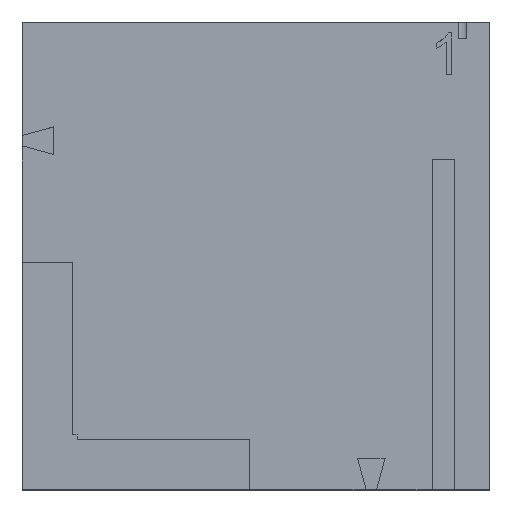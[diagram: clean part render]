
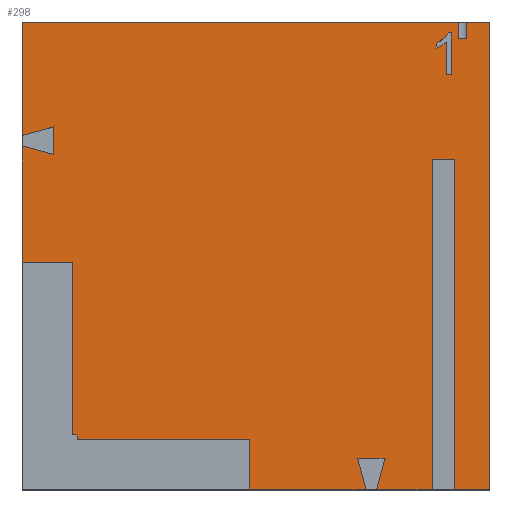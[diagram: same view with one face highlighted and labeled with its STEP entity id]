
A CAD part, top view. The second image highlights one B-rep face of the part: STEP entity #298.
In plain terms, the highlighted planar face has unit normal (0, 0, 1).
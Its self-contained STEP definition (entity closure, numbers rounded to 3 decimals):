
#63 = VERTEX_POINT('',#64);
#64 = CARTESIAN_POINT('',(170.,0.,8.));
#70 = EDGE_CURVE('',#71,#63,#73,.T.);
#71 = VERTEX_POINT('',#72);
#72 = CARTESIAN_POINT('',(157.,0.,8.));
#73 = LINE('',#74,#75);
#74 = CARTESIAN_POINT('',(0.,0.,8.));
#75 = VECTOR('',#76,1.);
#76 = DIRECTION('',(1.,0.,0.));
#95 = VERTEX_POINT('',#96);
#96 = CARTESIAN_POINT('',(149.,0.,8.));
#102 = EDGE_CURVE('',#103,#95,#105,.T.);
#103 = VERTEX_POINT('',#104);
#104 = CARTESIAN_POINT('',(128.788,0.,8.));
#105 = LINE('',#106,#107);
#106 = CARTESIAN_POINT('',(0.,0.,8.));
#107 = VECTOR('',#108,1.);
#108 = DIRECTION('',(1.,0.,0.));
#127 = VERTEX_POINT('',#128);
#128 = CARTESIAN_POINT('',(125.,0.,8.));
#134 = EDGE_CURVE('',#135,#127,#137,.T.);
#135 = VERTEX_POINT('',#136);
#136 = CARTESIAN_POINT('',(82.5,0.,8.));
#137 = LINE('',#138,#139);
#138 = CARTESIAN_POINT('',(0.,0.,8.));
#139 = VECTOR('',#140,1.);
#140 = DIRECTION('',(1.,0.,0.));
#173 = EDGE_CURVE('',#63,#174,#176,.T.);
#174 = VERTEX_POINT('',#175);
#175 = CARTESIAN_POINT('',(170.,170.,8.));
#176 = LINE('',#177,#178);
#177 = CARTESIAN_POINT('',(170.,0.,8.));
#178 = VECTOR('',#179,1.);
#179 = DIRECTION('',(0.,1.,0.));
#198 = EDGE_CURVE('',#174,#199,#201,.T.);
#199 = VERTEX_POINT('',#200);
#200 = CARTESIAN_POINT('',(161.5,170.,8.));
#201 = LINE('',#202,#203);
#202 = CARTESIAN_POINT('',(170.,170.,8.));
#203 = VECTOR('',#204,1.);
#204 = DIRECTION('',(-1.,0.,0.));
#207 = VERTEX_POINT('',#208);
#208 = CARTESIAN_POINT('',(158.5,170.,8.));
#215 = EDGE_CURVE('',#207,#216,#218,.T.);
#216 = VERTEX_POINT('',#217);
#217 = CARTESIAN_POINT('',(0.,170.,8.));
#218 = LINE('',#219,#220);
#219 = CARTESIAN_POINT('',(170.,170.,8.));
#220 = VECTOR('',#221,1.);
#221 = DIRECTION('',(-1.,0.,0.));
#239 = EDGE_CURVE('',#216,#240,#242,.T.);
#240 = VERTEX_POINT('',#241);
#241 = CARTESIAN_POINT('',(0.,128.788,8.));
#242 = LINE('',#243,#244);
#243 = CARTESIAN_POINT('',(0.,170.,8.));
#244 = VECTOR('',#245,1.);
#245 = DIRECTION('',(0.,-1.,0.));
#264 = VERTEX_POINT('',#265);
#265 = CARTESIAN_POINT('',(0.,125.,8.));
#271 = EDGE_CURVE('',#264,#272,#274,.T.);
#272 = VERTEX_POINT('',#273);
#273 = CARTESIAN_POINT('',(0.,82.5,8.));
#274 = LINE('',#275,#276);
#275 = CARTESIAN_POINT('',(0.,170.,8.));
#276 = VECTOR('',#277,1.);
#277 = DIRECTION('',(0.,-1.,0.));
#298 = ADVANCED_FACE('',(#299,#443),#517,.T.);
#299 = FACE_BOUND('',#300,.T.);
#300 = EDGE_LOOP('',(#301,#311,#319,#325,#326,#334,#342,#348,#349,#357,
    #365,#371,#372,#373,#374,#382,#390,#396,#397,#398,#406,#414,#420,
    #421,#429,#437));
#301 = ORIENTED_EDGE('',*,*,#302,.F.);
#302 = EDGE_CURVE('',#303,#305,#307,.T.);
#303 = VERTEX_POINT('',#304);
#304 = CARTESIAN_POINT('',(20.,18.25,8.));
#305 = VERTEX_POINT('',#306);
#306 = CARTESIAN_POINT('',(20.,20.,8.));
#307 = LINE('',#308,#309);
#308 = CARTESIAN_POINT('',(20.,67.816,8.));
#309 = VECTOR('',#310,1.);
#310 = DIRECTION('',(0.,1.,0.));
#311 = ORIENTED_EDGE('',*,*,#312,.T.);
#312 = EDGE_CURVE('',#303,#313,#315,.T.);
#313 = VERTEX_POINT('',#314);
#314 = CARTESIAN_POINT('',(82.5,18.25,8.));
#315 = LINE('',#316,#317);
#316 = CARTESIAN_POINT('',(83.75,18.25,8.));
#317 = VECTOR('',#318,1.);
#318 = DIRECTION('',(1.,0.,0.));
#319 = ORIENTED_EDGE('',*,*,#320,.T.);
#320 = EDGE_CURVE('',#313,#135,#321,.T.);
#321 = LINE('',#322,#323);
#322 = CARTESIAN_POINT('',(82.5,52.5,8.));
#323 = VECTOR('',#324,1.);
#324 = DIRECTION('',(0.,-1.,0.));
#325 = ORIENTED_EDGE('',*,*,#134,.T.);
#326 = ORIENTED_EDGE('',*,*,#327,.T.);
#327 = EDGE_CURVE('',#127,#328,#330,.T.);
#328 = VERTEX_POINT('',#329);
#329 = CARTESIAN_POINT('',(121.894,11.591,8.));
#330 = LINE('',#331,#332);
#331 = CARTESIAN_POINT('',(125.,0.,8.));
#332 = VECTOR('',#333,1.);
#333 = DIRECTION('',(-0.259,0.966,0.));
#334 = ORIENTED_EDGE('',*,*,#335,.T.);
#335 = EDGE_CURVE('',#328,#336,#338,.T.);
#336 = VERTEX_POINT('',#337);
#337 = CARTESIAN_POINT('',(131.894,11.591,8.));
#338 = LINE('',#339,#340);
#339 = CARTESIAN_POINT('',(121.894,11.591,8.));
#340 = VECTOR('',#341,1.);
#341 = DIRECTION('',(1.,0.,0.));
#342 = ORIENTED_EDGE('',*,*,#343,.T.);
#343 = EDGE_CURVE('',#336,#103,#344,.T.);
#344 = LINE('',#345,#346);
#345 = CARTESIAN_POINT('',(131.894,11.591,8.));
#346 = VECTOR('',#347,1.);
#347 = DIRECTION('',(-0.259,-0.966,0.));
#348 = ORIENTED_EDGE('',*,*,#102,.T.);
#349 = ORIENTED_EDGE('',*,*,#350,.F.);
#350 = EDGE_CURVE('',#351,#95,#353,.T.);
#351 = VERTEX_POINT('',#352);
#352 = CARTESIAN_POINT('',(149.,120.,8.));
#353 = LINE('',#354,#355);
#354 = CARTESIAN_POINT('',(149.,120.,8.));
#355 = VECTOR('',#356,1.);
#356 = DIRECTION('',(0.,-1.,0.));
#357 = ORIENTED_EDGE('',*,*,#358,.F.);
#358 = EDGE_CURVE('',#359,#351,#361,.T.);
#359 = VERTEX_POINT('',#360);
#360 = CARTESIAN_POINT('',(157.,120.,8.));
#361 = LINE('',#362,#363);
#362 = CARTESIAN_POINT('',(157.,120.,8.));
#363 = VECTOR('',#364,1.);
#364 = DIRECTION('',(-1.,0.,0.));
#365 = ORIENTED_EDGE('',*,*,#366,.F.);
#366 = EDGE_CURVE('',#71,#359,#367,.T.);
#367 = LINE('',#368,#369);
#368 = CARTESIAN_POINT('',(157.,0.,8.));
#369 = VECTOR('',#370,1.);
#370 = DIRECTION('',(0.,1.,0.));
#371 = ORIENTED_EDGE('',*,*,#70,.T.);
#372 = ORIENTED_EDGE('',*,*,#173,.T.);
#373 = ORIENTED_EDGE('',*,*,#198,.T.);
#374 = ORIENTED_EDGE('',*,*,#375,.F.);
#375 = EDGE_CURVE('',#376,#199,#378,.T.);
#376 = VERTEX_POINT('',#377);
#377 = CARTESIAN_POINT('',(161.5,164.,8.));
#378 = LINE('',#379,#380);
#379 = CARTESIAN_POINT('',(161.5,170.,8.));
#380 = VECTOR('',#381,1.);
#381 = DIRECTION('',(0.,1.,0.));
#382 = ORIENTED_EDGE('',*,*,#383,.T.);
#383 = EDGE_CURVE('',#376,#384,#386,.T.);
#384 = VERTEX_POINT('',#385);
#385 = CARTESIAN_POINT('',(158.5,164.,8.));
#386 = LINE('',#387,#388);
#387 = CARTESIAN_POINT('',(122.5,164.,8.));
#388 = VECTOR('',#389,1.);
#389 = DIRECTION('',(-1.,0.,0.));
#390 = ORIENTED_EDGE('',*,*,#391,.T.);
#391 = EDGE_CURVE('',#384,#207,#392,.T.);
#392 = LINE('',#393,#394);
#393 = CARTESIAN_POINT('',(158.5,170.,8.));
#394 = VECTOR('',#395,1.);
#395 = DIRECTION('',(0.,1.,0.));
#396 = ORIENTED_EDGE('',*,*,#215,.T.);
#397 = ORIENTED_EDGE('',*,*,#239,.T.);
#398 = ORIENTED_EDGE('',*,*,#399,.T.);
#399 = EDGE_CURVE('',#240,#400,#402,.T.);
#400 = VERTEX_POINT('',#401);
#401 = CARTESIAN_POINT('',(11.591,131.894,8.));
#402 = LINE('',#403,#404);
#403 = CARTESIAN_POINT('',(0.,128.788,8.));
#404 = VECTOR('',#405,1.);
#405 = DIRECTION('',(0.966,0.259,0.));
#406 = ORIENTED_EDGE('',*,*,#407,.T.);
#407 = EDGE_CURVE('',#400,#408,#410,.T.);
#408 = VERTEX_POINT('',#409);
#409 = CARTESIAN_POINT('',(11.591,121.894,8.));
#410 = LINE('',#411,#412);
#411 = CARTESIAN_POINT('',(11.591,131.894,8.));
#412 = VECTOR('',#413,1.);
#413 = DIRECTION('',(0.,-1.,0.));
#414 = ORIENTED_EDGE('',*,*,#415,.T.);
#415 = EDGE_CURVE('',#408,#264,#416,.T.);
#416 = LINE('',#417,#418);
#417 = CARTESIAN_POINT('',(11.591,121.894,8.));
#418 = VECTOR('',#419,1.);
#419 = DIRECTION('',(-0.966,0.259,0.));
#420 = ORIENTED_EDGE('',*,*,#271,.T.);
#421 = ORIENTED_EDGE('',*,*,#422,.T.);
#422 = EDGE_CURVE('',#272,#423,#425,.T.);
#423 = VERTEX_POINT('',#424);
#424 = CARTESIAN_POINT('',(18.25,82.5,8.));
#425 = LINE('',#426,#427);
#426 = CARTESIAN_POINT('',(32.5,82.5,8.));
#427 = VECTOR('',#428,1.);
#428 = DIRECTION('',(1.,0.,0.));
#429 = ORIENTED_EDGE('',*,*,#430,.F.);
#430 = EDGE_CURVE('',#431,#423,#433,.T.);
#431 = VERTEX_POINT('',#432);
#432 = CARTESIAN_POINT('',(18.25,20.,8.));
#433 = LINE('',#434,#435);
#434 = CARTESIAN_POINT('',(18.25,83.75,8.));
#435 = VECTOR('',#436,1.);
#436 = DIRECTION('',(0.,1.,0.));
#437 = ORIENTED_EDGE('',*,*,#438,.F.);
#438 = EDGE_CURVE('',#305,#431,#439,.T.);
#439 = LINE('',#440,#441);
#440 = CARTESIAN_POINT('',(42.5,20.,8.));
#441 = VECTOR('',#442,1.);
#442 = DIRECTION('',(-1.,0.,0.));
#443 = FACE_BOUND('',#444,.T.);
#444 = EDGE_LOOP('',(#445,#455,#463,#471,#479,#487,#495,#503,#511));
#445 = ORIENTED_EDGE('',*,*,#446,.T.);
#446 = EDGE_CURVE('',#447,#449,#451,.T.);
#447 = VERTEX_POINT('',#448);
#448 = CARTESIAN_POINT('',(155.999,166.027,8.));
#449 = VERTEX_POINT('',#450);
#450 = CARTESIAN_POINT('',(155.999,150.94,8.));
#451 = LINE('',#452,#453);
#452 = CARTESIAN_POINT('',(155.999,166.027,8.));
#453 = VECTOR('',#454,1.);
#454 = DIRECTION('',(0.,-1.,0.));
#455 = ORIENTED_EDGE('',*,*,#456,.T.);
#456 = EDGE_CURVE('',#449,#457,#459,.T.);
#457 = VERTEX_POINT('',#458);
#458 = CARTESIAN_POINT('',(154.159,150.94,8.));
#459 = LINE('',#460,#461);
#460 = CARTESIAN_POINT('',(155.999,150.94,8.));
#461 = VECTOR('',#462,1.);
#462 = DIRECTION('',(-1.,0.,0.));
#463 = ORIENTED_EDGE('',*,*,#464,.T.);
#464 = EDGE_CURVE('',#457,#465,#467,.T.);
#465 = VERTEX_POINT('',#466);
#466 = CARTESIAN_POINT('',(154.159,162.696,8.));
#467 = LINE('',#468,#469);
#468 = CARTESIAN_POINT('',(154.159,150.94,8.));
#469 = VECTOR('',#470,1.);
#470 = DIRECTION('',(0.,1.,0.));
#471 = ORIENTED_EDGE('',*,*,#472,.T.);
#472 = EDGE_CURVE('',#465,#473,#475,.T.);
#473 = VERTEX_POINT('',#474);
#474 = CARTESIAN_POINT('',(152.416,161.435,8.));
#475 = B_SPLINE_CURVE_WITH_KNOTS('',2,(#476,#477,#478),.UNSPECIFIED.,.F.
  ,.F.,(3,3),(0.,1.),.PIECEWISE_BEZIER_KNOTS.);
#476 = CARTESIAN_POINT('',(154.159,162.696,8.));
#477 = CARTESIAN_POINT('',(153.495,162.066,8.));
#478 = CARTESIAN_POINT('',(152.416,161.435,8.));
#479 = ORIENTED_EDGE('',*,*,#480,.T.);
#480 = EDGE_CURVE('',#473,#481,#483,.T.);
#481 = VERTEX_POINT('',#482);
#482 = CARTESIAN_POINT('',(150.48,160.489,8.));
#483 = B_SPLINE_CURVE_WITH_KNOTS('',2,(#484,#485,#486),.UNSPECIFIED.,.F.
  ,.F.,(3,3),(0.,1.),.PIECEWISE_BEZIER_KNOTS.);
#484 = CARTESIAN_POINT('',(152.416,161.435,8.));
#485 = CARTESIAN_POINT('',(151.338,160.805,8.));
#486 = CARTESIAN_POINT('',(150.48,160.489,8.));
#487 = ORIENTED_EDGE('',*,*,#488,.T.);
#488 = EDGE_CURVE('',#481,#489,#491,.T.);
#489 = VERTEX_POINT('',#490);
#490 = CARTESIAN_POINT('',(150.48,162.277,8.));
#491 = LINE('',#492,#493);
#492 = CARTESIAN_POINT('',(150.48,160.489,8.));
#493 = VECTOR('',#494,1.);
#494 = DIRECTION('',(0.,1.,0.));
#495 = ORIENTED_EDGE('',*,*,#496,.T.);
#496 = EDGE_CURVE('',#489,#497,#499,.T.);
#497 = VERTEX_POINT('',#498);
#498 = CARTESIAN_POINT('',(153.178,164.03,8.));
#499 = B_SPLINE_CURVE_WITH_KNOTS('',2,(#500,#501,#502),.UNSPECIFIED.,.F.
  ,.F.,(3,3),(0.,1.),.PIECEWISE_BEZIER_KNOTS.);
#500 = CARTESIAN_POINT('',(150.48,162.277,8.));
#501 = CARTESIAN_POINT('',(152.023,163.001,8.));
#502 = CARTESIAN_POINT('',(153.178,164.03,8.));
#503 = ORIENTED_EDGE('',*,*,#504,.T.);
#504 = EDGE_CURVE('',#497,#505,#507,.T.);
#505 = VERTEX_POINT('',#506);
#506 = CARTESIAN_POINT('',(154.813,166.027,8.));
#507 = B_SPLINE_CURVE_WITH_KNOTS('',2,(#508,#509,#510),.UNSPECIFIED.,.F.
  ,.F.,(3,3),(0.,1.),.PIECEWISE_BEZIER_KNOTS.);
#508 = CARTESIAN_POINT('',(153.178,164.03,8.));
#509 = CARTESIAN_POINT('',(154.333,165.059,8.));
#510 = CARTESIAN_POINT('',(154.813,166.027,8.));
#511 = ORIENTED_EDGE('',*,*,#512,.T.);
#512 = EDGE_CURVE('',#505,#447,#513,.T.);
#513 = LINE('',#514,#515);
#514 = CARTESIAN_POINT('',(154.813,166.027,8.));
#515 = VECTOR('',#516,1.);
#516 = DIRECTION('',(1.,0.,0.));
#517 = PLANE('',#518);
#518 = AXIS2_PLACEMENT_3D('',#519,#520,#521);
#519 = CARTESIAN_POINT('',(85.,85.,8.));
#520 = DIRECTION('',(0.,0.,1.));
#521 = DIRECTION('',(1.,0.,0.));
